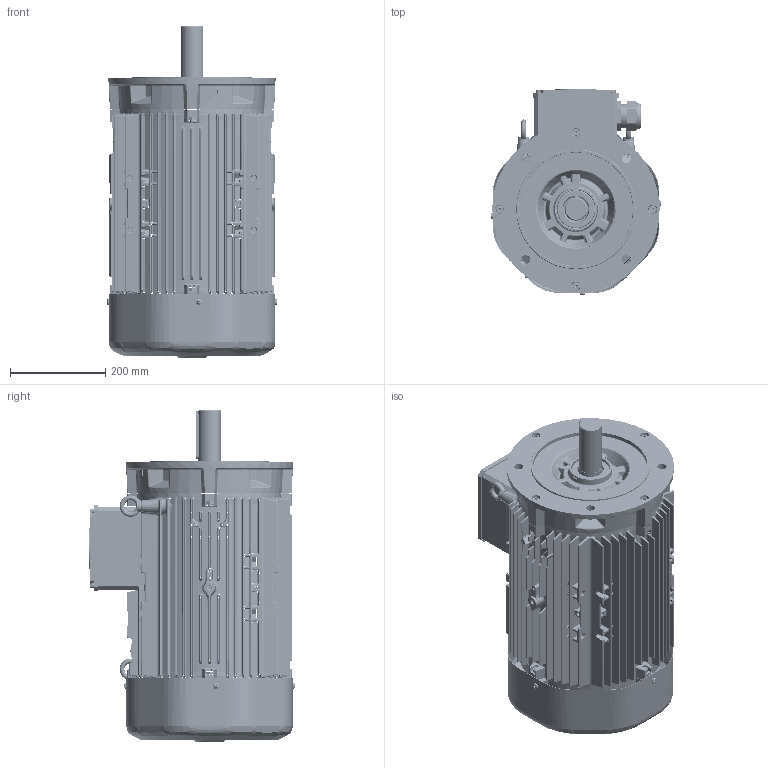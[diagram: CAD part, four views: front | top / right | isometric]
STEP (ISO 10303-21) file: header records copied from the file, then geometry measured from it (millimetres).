
FILE_DESCRIPTION(/* description */ (''),/* implementation_level */ '2;1');
FILE_NAME(/* name */ 'Q2H180_B5.stp',/* time_stamp */ '2024-07-31T15:45:49+03:00',/* author */ (''),/* organization */ (''),/* preprocessor_version */ 'ST-DEVELOPER v18.102',/* originating_system */ 'SIEMENS PLM Software NX2206.8101',/* authorisation */ '');
FILE_SCHEMA (('AP203_CONFIGURATION_CONTROLLED_3D_DESIGN_OF_MECHANICAL_PARTS_AND_ASSEMBLIES_MIM_LF { 1 0 10303 403 2 1 2}'));
Products named in the file (1): 001_objects
Bounding box: 357.1 x 430.55 x 696 mm (x, y, z)
Surface area: 1951319.5 mm2 (no closed solid volume)
Topology: 0 solids, 79 shells, 5233 faces, 19079 edges, 13319 vertices
Faces by surface type: cylinder 1801, plane 1744, torus 568, bspline 466, sphere 341, cone 312, revolution 1
Full cylindrical faces by diameter (mm): 8 x1, 12 x4, 19 x4, 22 x2, 25 x2, 25.05 x2, 34.2 x1, 48 x1, 50 x2, 51.2 x2, 55 x2, 82 x1, 86.96 x1, 240 x1, 251 x1
Entity records: 229909 total; most frequent: CARTESIAN_POINT 83588, ORIENTED_EDGE 27835, DIRECTION 27412, EDGE_CURVE 18779, VERTEX_POINT 13251, AXIS2_PLACEMENT_3D 9590, LINE 8231, VECTOR 8231
